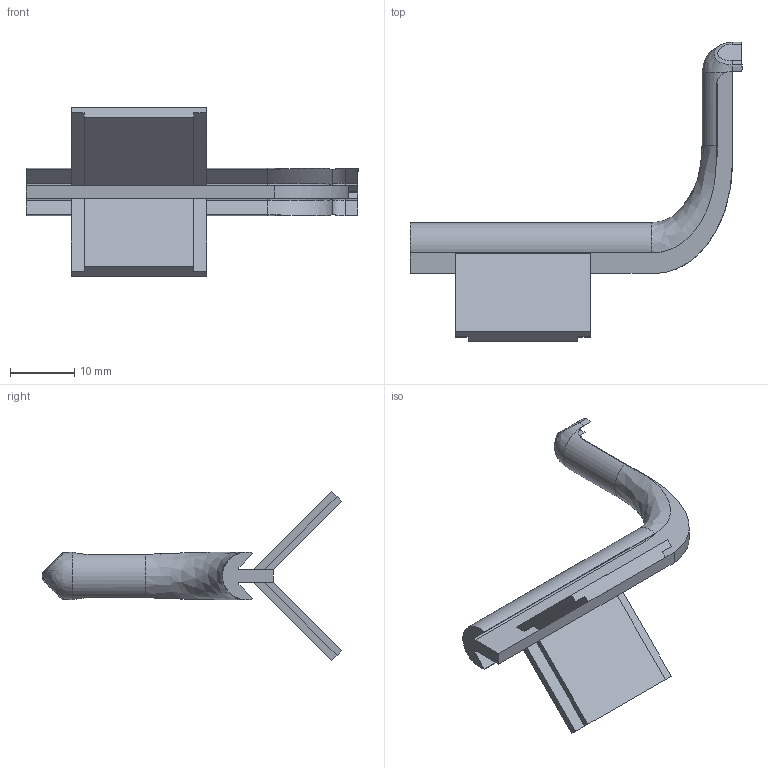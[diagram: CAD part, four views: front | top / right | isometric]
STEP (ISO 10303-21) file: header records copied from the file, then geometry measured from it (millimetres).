
FILE_DESCRIPTION(/* description */ ('Ecke aussen,silberf.L-Form'),/* implementation_level */ '2;1');
FILE_NAME(/* name */ '100003194.stp',/* time_stamp */ '2024-01-18T08:37:47+01:00',/* author */ ('selema'),/* organization */ (''),/* preprocessor_version */ 'ST-DEVELOPER v20',/* originating_system */ 'Autodesk Inventor 2024',/* authorisation */ '');
FILE_SCHEMA (('AUTOMOTIVE_DESIGN { 1 0 10303 214 3 1 1 }'));
Length unit declared in the file: millimetre
Products named in the file (1): KD-112016
Bounding box: 51.5 x 46.42 x 26.32 mm (x, y, z)
Volume: 3164.2 mm3; surface area: 3661.5 mm2
Topology: 1 solids, 1 shells, 67 faces, 175 edges, 110 vertices
Faces by surface type: plane 36, cylinder 20, bspline 11
Entity records: 2581 total; most frequent: CARTESIAN_POINT 856, ORIENTED_EDGE 350, DIRECTION 313, EDGE_CURVE 175, LINE 115, VECTOR 115, VERTEX_POINT 110, AXIS2_PLACEMENT_3D 99
